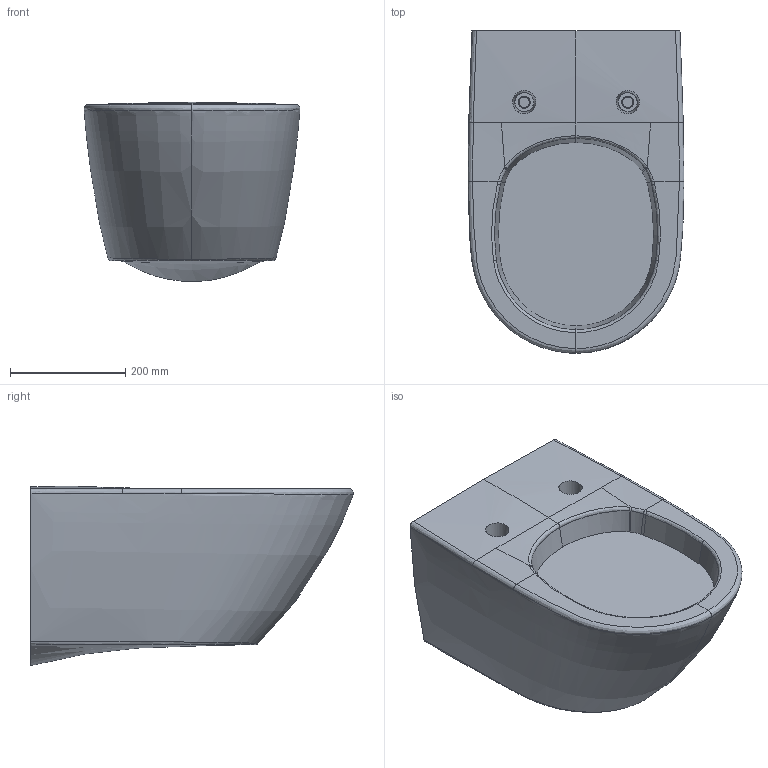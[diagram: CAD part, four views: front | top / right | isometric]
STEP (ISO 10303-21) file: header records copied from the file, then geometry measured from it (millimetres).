
FILE_DESCRIPTION(/* description */ (''),/* implementation_level */ '2;1');
FILE_NAME(/* name */ '4670T0.stp',/* time_stamp */ '2020-03-30T10:46:21+02:00',/* author */ (''),/* organization */ (''),/* preprocessor_version */ 'ST-DEVELOPER v16.7',/* originating_system */ 'SIEMENS PLM Software NX 1863',/* authorisation */ '');
FILE_SCHEMA (('AUTOMOTIVE_DESIGN { 1 0 10303 214 3 1 1 1 }'));
Length unit declared in the file: millimetre
Products named in the file (1): Sier15A4813Dztfd
Bounding box: 375.58 x 560.75 x 311.54 mm (x, y, z)
Volume: 39046459 mm3; surface area: 772103.5 mm2
Topology: 1 solids, 1 shells, 65 faces, 170 edges, 111 vertices
Faces by surface type: bspline 59, plane 6
Entity records: 12455 total; most frequent: CARTESIAN_POINT 11365, ORIENTED_EDGE 308, EDGE_CURVE 154, B_SPLINE_CURVE_WITH_KNOTS 123, VERTEX_POINT 103, EDGE_LOOP 77, ADVANCED_FACE 65, FACE_OUTER_BOUND 53
